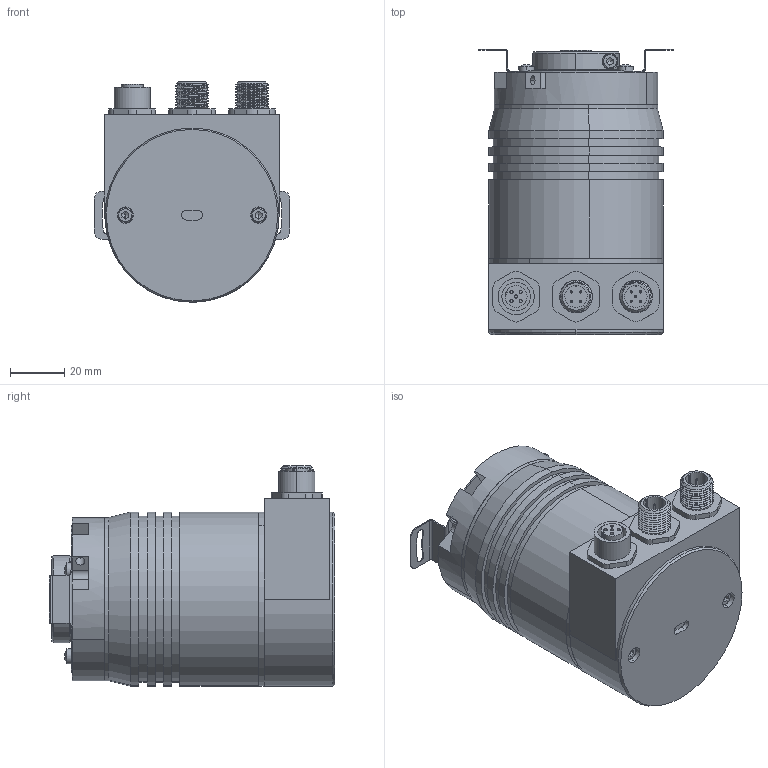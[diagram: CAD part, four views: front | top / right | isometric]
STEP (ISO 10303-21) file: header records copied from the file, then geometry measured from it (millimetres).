
FILE_DESCRIPTION (( 'STEP AP214' ), '1' );
FILE_NAME ('PAMM58W10-BF6XTR-4096-8192.STEP', '2024-04-12T08:09:28', ( '' ), ( '' ), 'SwSTEP 2.0', 'SolidWorks 2023', '' );
FILE_SCHEMA (( 'AUTOMOTIVE_DESIGN' ));
Length unit declared in the file: millimetre
Products named in the file (1): PAMM58W10-BF6XTR-4096-8192
Bounding box: 72 x 105 x 81 mm (x, y, z)
Volume: 133485 mm3; surface area: 83260.7 mm2
Topology: 18 solids, 18 shells, 851 faces, 2383 edges, 1490 vertices
Faces by surface type: cylinder 362, plane 282, torus 80, cone 69, sphere 48, bspline 10
Entity records: 41087 total; most frequent: CARTESIAN_POINT 13667, ORIENTED_EDGE 4470, DIRECTION 4378, EDGE_CURVE 2235, AXIS2_PLACEMENT_3D 1772, VERTEX_POINT 1448, EDGE_LOOP 973, CIRCLE 930
